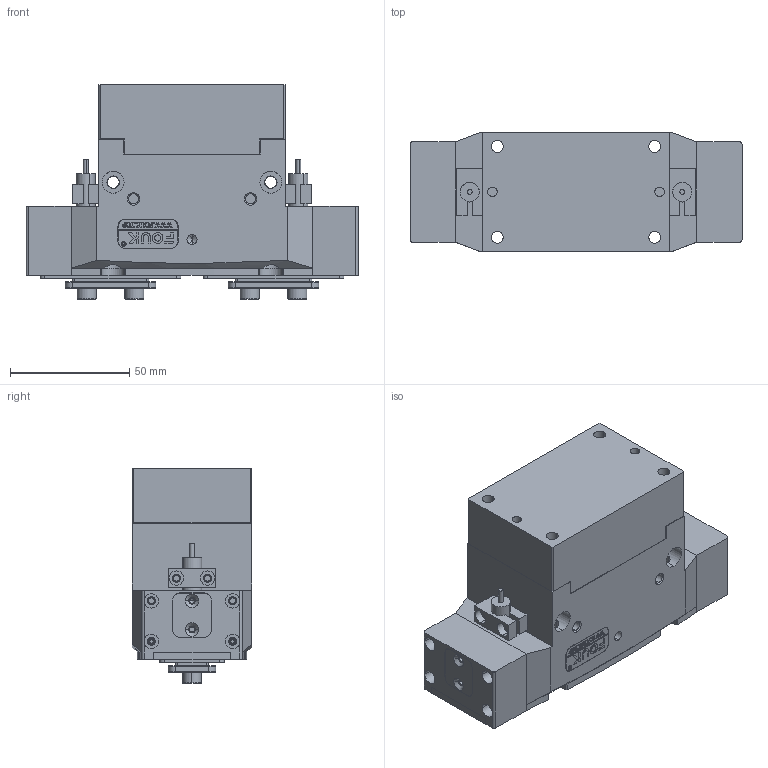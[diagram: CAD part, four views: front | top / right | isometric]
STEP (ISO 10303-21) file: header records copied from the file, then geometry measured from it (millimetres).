
FILE_DESCRIPTION (( 'STEP AP203' ), '1' );
FILE_NAME ('TR46-101-S-P-NC.STEP', '2024-11-19T02:22:47', ( 'USER-' ), ( 'Microsoft' ), 'SwSTEP 2.0', 'SolidWorks 2018', '' );
FILE_SCHEMA (( 'CONFIG_CONTROL_DESIGN' ));
Length unit declared in the file: millimetre
Products named in the file (25): TR46-101-P杅耀.sldasm-Part-4; 25x12-R3; 埴翐芛_GB_FASTENER_SCREWS_HSHCS M2X8-N; TR46-101-P杅耀.sldasm-Part-13; TR46-101-P杅耀.sldasm-Part-5; TR46 -101-S 賑輸; TR46-101-P杅耀.sldasm-Part-7; TR46-101-NC杅耀.sldasm-Part-19; TR46-101-P杅耀.sldasm-Part-22; TR46-101-P杅耀.sldasm-Part-14; TR46-101-S-P; TR46-101-P杅耀.sldasm-Part-11; TR46-101-P杅耀.sldasm-Part-2; TR46-101-P杅耀.sldasm-Part-3; TR46-101-P杅耀.sldasm-Part-20; TR46-101-P杅耀.sldasm-Part-17; TR46-101-P杅耀.sldasm-Part-15; 揤輸蚾饜极; TR46-101-P杅耀.sldasm-Part-18; TR46-101-S-P-NC; 揤輸杅耀.sldasm-Part-9; TR46-101-NC杅耀.sldasm-Part-18; TR46-101-P杅耀.sldasm-Part-8; TR46-101-P杅耀.sldasm-Part-6; TR46-101-P杅耀.sldasm-Part-9
Assembly tree (28 placements, depth 4):
  TR46-101-S-P-NC
    TR46-101-S-P
      TR46-101-P杅耀.sldasm-Part-2
      TR46-101-P杅耀.sldasm-Part-3
      TR46-101-P杅耀.sldasm-Part-4
      TR46-101-P杅耀.sldasm-Part-5
      TR46-101-P杅耀.sldasm-Part-6
      TR46-101-P杅耀.sldasm-Part-7
      TR46-101-P杅耀.sldasm-Part-8
      TR46-101-P杅耀.sldasm-Part-9
      TR46-101-P杅耀.sldasm-Part-11  x2
      TR46-101-P杅耀.sldasm-Part-13
      TR46-101-P杅耀.sldasm-Part-14
      TR46-101-P杅耀.sldasm-Part-15
      TR46-101-P杅耀.sldasm-Part-17
      TR46-101-P杅耀.sldasm-Part-18
      TR46-101-P杅耀.sldasm-Part-20
      TR46-101-P杅耀.sldasm-Part-22
      TR46 -101-S 賑輸  x2
      TR46-101-NC杅耀.sldasm-Part-18
      25x12-R3
      揤輸蚾饜极  x2
        揤輸杅耀.sldasm-Part-9
        埴翐芛_GB_FASTENER_SCREWS_HSHCS M2X8-N
    TR46-101-NC杅耀.sldasm-Part-19
Bounding box: 139 x 50 x 89.8 mm (x, y, z)
Volume: 359065.8 mm3; surface area: 107981.3 mm2
Topology: 28 solids, 30 shells, 1630 faces, 4201 edges, 2688 vertices
Faces by surface type: plane 749, cylinder 493, cone 225, bspline 155, torus 8
Entity records: 50499 total; most frequent: CARTESIAN_POINT 14404, ORIENTED_EDGE 7066, DIRECTION 6636, EDGE_CURVE 3533, VERTEX_POINT 2276, AXIS2_PLACEMENT_3D 2248, VECTOR 2140, LINE 2140
